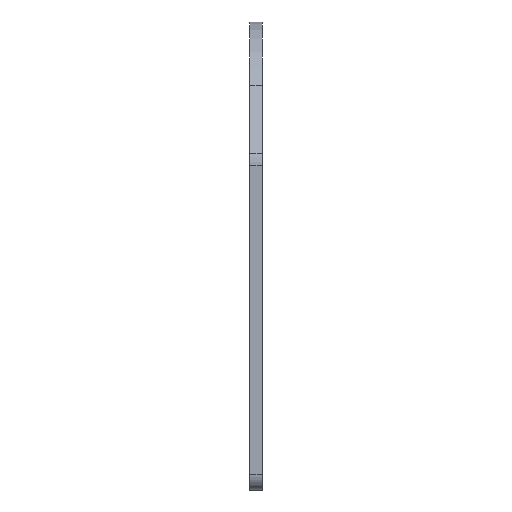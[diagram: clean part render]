
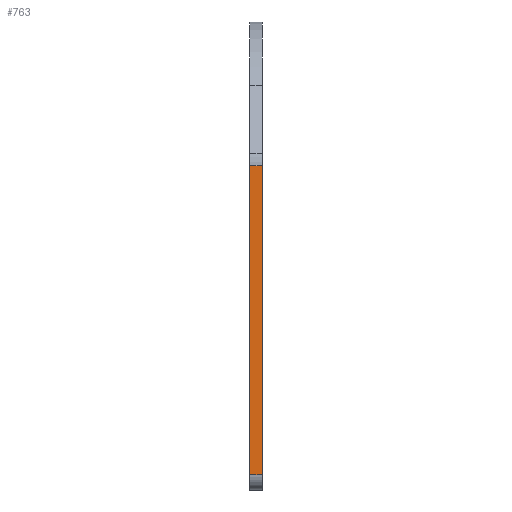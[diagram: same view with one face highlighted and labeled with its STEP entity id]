
A CAD part, left-side view. The second image highlights one B-rep face of the part: STEP entity #763.
In plain terms, the highlighted planar face has unit normal (-1, 0, 0).
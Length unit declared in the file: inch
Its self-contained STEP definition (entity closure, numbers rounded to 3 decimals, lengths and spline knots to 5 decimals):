
#22 = EDGE_CURVE ( 'NONE', #207, #496, #623, .T. ) ;
#56 = VECTOR ( 'NONE', #799, 39.37008 ) ;
#80 = ORIENTED_EDGE ( 'NONE', *, *, #929, .T. ) ;
#120 = FACE_OUTER_BOUND ( 'NONE', #916, .T. ) ;
#132 = DIRECTION ( 'NONE',  ( 0., 1., 0. ) ) ;
#188 = VECTOR ( 'NONE', #456, 39.37008 ) ;
#190 = ORIENTED_EDGE ( 'NONE', *, *, #22, .F. ) ;
#207 = VERTEX_POINT ( 'NONE', #1035 ) ;
#279 = VERTEX_POINT ( 'NONE', #404 ) ;
#297 = AXIS2_PLACEMENT_3D ( 'NONE', #776, #312, #132 ) ;
#312 = DIRECTION ( 'NONE',  ( 1., 0., 0. ) ) ;
#404 = CARTESIAN_POINT ( 'NONE',  ( -1.1811, -0.04921, 0.6968 ) ) ;
#419 = CARTESIAN_POINT ( 'NONE',  ( -1.1811, -0.04921, 1.81102 ) ) ;
#456 = DIRECTION ( 'NONE',  ( 0., 0., 1. ) ) ;
#478 = ORIENTED_EDGE ( 'NONE', *, *, #549, .F. ) ;
#496 = VERTEX_POINT ( 'NONE', #1049 ) ;
#498 = VERTEX_POINT ( 'NONE', #791 ) ;
#511 = LINE ( 'NONE', #419, #832 ) ;
#549 = EDGE_CURVE ( 'NONE', #496, #498, #1007, .T. ) ;
#616 = DIRECTION ( 'NONE',  ( 0., 1., 0. ) ) ;
#623 = LINE ( 'NONE', #761, #857 ) ;
#646 = CARTESIAN_POINT ( 'NONE',  ( -1.1811, -0.04921, 0.6968 ) ) ;
#660 = LINE ( 'NONE', #646, #56 ) ;
#699 = PLANE ( 'NONE',  #297 ) ;
#700 = CARTESIAN_POINT ( 'NONE',  ( -1.1811, 0.04921, -1.81102 ) ) ;
#761 = CARTESIAN_POINT ( 'NONE',  ( -1.1811, -0.04921, -1.69291 ) ) ;
#763 = ADVANCED_FACE ( 'NONE', ( #120 ), #699, .F. ) ;
#776 = CARTESIAN_POINT ( 'NONE',  ( -1.1811, -0.04921, -1.81102 ) ) ;
#791 = CARTESIAN_POINT ( 'NONE',  ( -1.1811, 0.04921, 0.6968 ) ) ;
#799 = DIRECTION ( 'NONE',  ( 0., -1., 0. ) ) ;
#825 = ORIENTED_EDGE ( 'NONE', *, *, #980, .F. ) ;
#832 = VECTOR ( 'NONE', #902, 39.37008 ) ;
#857 = VECTOR ( 'NONE', #616, 39.37008 ) ;
#902 = DIRECTION ( 'NONE',  ( 0., 0., 1. ) ) ;
#916 = EDGE_LOOP ( 'NONE', ( #190, #80, #825, #478 ) ) ;
#929 = EDGE_CURVE ( 'NONE', #207, #279, #511, .T. ) ;
#980 = EDGE_CURVE ( 'NONE', #498, #279, #660, .T. ) ;
#1007 = LINE ( 'NONE', #700, #188 ) ;
#1035 = CARTESIAN_POINT ( 'NONE',  ( -1.1811, -0.04921, -1.69291 ) ) ;
#1049 = CARTESIAN_POINT ( 'NONE',  ( -1.1811, 0.04921, -1.69291 ) ) ;
